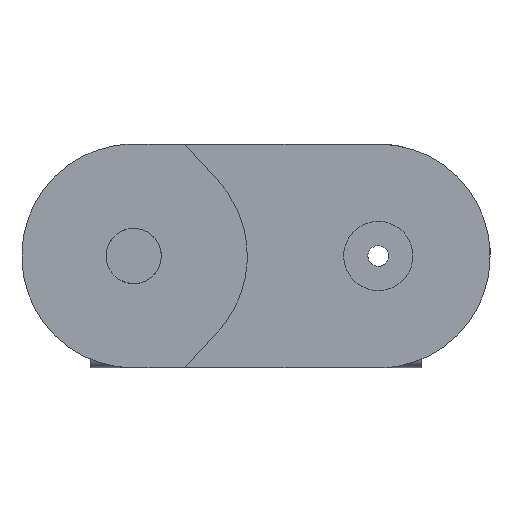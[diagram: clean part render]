
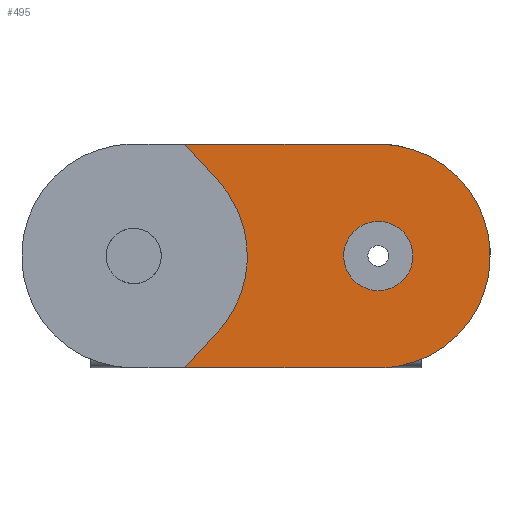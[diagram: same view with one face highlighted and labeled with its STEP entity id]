
A CAD part, front view. The second image highlights one B-rep face of the part: STEP entity #495.
In plain terms, the highlighted planar face has unit normal (0, -1, 0).
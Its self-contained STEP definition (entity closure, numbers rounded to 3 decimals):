
#182=FACE_BOUND('',#1263,.T.);
#495=ADVANCED_FACE('',(#859,#182),#6054,.T.);
#859=FACE_OUTER_BOUND('',#1262,.T.);
#1262=EDGE_LOOP('',(#2881,#2882,#2883,#2884,#2885,#2886));
#1263=EDGE_LOOP('',(#2887,#2888));
#2881=ORIENTED_EDGE('',*,*,#4006,.T.);
#2882=ORIENTED_EDGE('',*,*,#4004,.T.);
#2883=ORIENTED_EDGE('',*,*,#3995,.F.);
#2884=ORIENTED_EDGE('',*,*,#3999,.F.);
#2885=ORIENTED_EDGE('',*,*,#4000,.F.);
#2886=ORIENTED_EDGE('',*,*,#4008,.T.);
#2887=ORIENTED_EDGE('',*,*,#4055,.F.);
#2888=ORIENTED_EDGE('',*,*,#4048,.F.);
#3995=EDGE_CURVE('',#5619,#5620,#4511,.T.);
#3999=EDGE_CURVE('',#5622,#5619,#4513,.T.);
#4000=EDGE_CURVE('',#5623,#5622,#4514,.T.);
#4004=EDGE_CURVE('',#5625,#5620,#4516,.T.);
#4006=EDGE_CURVE('',#5624,#5625,#4517,.T.);
#4008=EDGE_CURVE('',#5623,#5624,#4519,.T.);
#4048=EDGE_CURVE('',#5648,#5651,#4532,.T.);
#4055=EDGE_CURVE('',#5651,#5648,#4537,.T.);
#4511=(
BOUNDED_CURVE()
B_SPLINE_CURVE(2,(#10186,#10187,#10188),.UNSPECIFIED.,.F.,.F.)
B_SPLINE_CURVE_WITH_KNOTS((3,3),(60.958,66.578),
 .UNSPECIFIED.)
CURVE()
GEOMETRIC_REPRESENTATION_ITEM()
RATIONAL_B_SPLINE_CURVE((1.,1.,1.))
REPRESENTATION_ITEM('')
);
#4513=(
BOUNDED_CURVE()
B_SPLINE_CURVE(2,(#10198,#10199,#10200,#10201,#10202),.UNSPECIFIED.,.F.,
 .F.)
B_SPLINE_CURVE_WITH_KNOTS((3,2,3),(50.748,55.853,60.958),
 .UNSPECIFIED.)
CURVE()
GEOMETRIC_REPRESENTATION_ITEM()
RATIONAL_B_SPLINE_CURVE((1.,0.707,1.,0.707,1.))
REPRESENTATION_ITEM('')
);
#4514=(
BOUNDED_CURVE()
B_SPLINE_CURVE(2,(#10203,#10204,#10205),.UNSPECIFIED.,.F.,.F.)
B_SPLINE_CURVE_WITH_KNOTS((3,3),(45.128,50.748),
 .UNSPECIFIED.)
CURVE()
GEOMETRIC_REPRESENTATION_ITEM()
RATIONAL_B_SPLINE_CURVE((1.,1.,1.))
REPRESENTATION_ITEM('')
);
#4516=(
BOUNDED_CURVE()
B_SPLINE_CURVE(2,(#10213,#10214,#10215),.UNSPECIFIED.,.F.,.F.)
B_SPLINE_CURVE_WITH_KNOTS((3,3),(4.957,6.319),
 .UNSPECIFIED.)
CURVE()
GEOMETRIC_REPRESENTATION_ITEM()
RATIONAL_B_SPLINE_CURVE((1.,1.,1.))
REPRESENTATION_ITEM('')
);
#4517=(
BOUNDED_CURVE()
B_SPLINE_CURVE(2,(#10218,#10219,#10220),.UNSPECIFIED.,.F.,.F.)
B_SPLINE_CURVE_WITH_KNOTS((3,3),(0.,4.957),.UNSPECIFIED.)
CURVE()
GEOMETRIC_REPRESENTATION_ITEM()
RATIONAL_B_SPLINE_CURVE((1.,0.723,1.))
REPRESENTATION_ITEM('')
);
#4519=(
BOUNDED_CURVE()
B_SPLINE_CURVE(2,(#10224,#10225,#10226),.UNSPECIFIED.,.F.,.F.)
B_SPLINE_CURVE_WITH_KNOTS((3,3),(-1.362,0.),.UNSPECIFIED.)
CURVE()
GEOMETRIC_REPRESENTATION_ITEM()
RATIONAL_B_SPLINE_CURVE((1.,1.,1.))
REPRESENTATION_ITEM('')
);
#4532=(
BOUNDED_CURVE()
B_SPLINE_CURVE(2,(#10324,#10325,#10326,#10327,#10328),.UNSPECIFIED.,.F.,
 .F.)
B_SPLINE_CURVE_WITH_KNOTS((3,2,3),(0.,1.579,3.157),
 .UNSPECIFIED.)
CURVE()
GEOMETRIC_REPRESENTATION_ITEM()
RATIONAL_B_SPLINE_CURVE((1.,0.707,1.,0.707,1.))
REPRESENTATION_ITEM('')
);
#4537=(
BOUNDED_CURVE()
B_SPLINE_CURVE(2,(#10350,#10351,#10352,#10353,#10354),.UNSPECIFIED.,.F.,
 .F.)
B_SPLINE_CURVE_WITH_KNOTS((3,2,3),(3.157,4.736,6.315),
 .UNSPECIFIED.)
CURVE()
GEOMETRIC_REPRESENTATION_ITEM()
RATIONAL_B_SPLINE_CURVE((1.,0.707,1.,0.707,1.))
REPRESENTATION_ITEM('')
);
#5619=VERTEX_POINT('',#10038);
#5620=VERTEX_POINT('',#10039);
#5622=VERTEX_POINT('',#10041);
#5623=VERTEX_POINT('',#10042);
#5624=VERTEX_POINT('',#10043);
#5625=VERTEX_POINT('',#10044);
#5648=VERTEX_POINT('',#10067);
#5651=VERTEX_POINT('',#10070);
#6054=PLANE('',#6358);
#6358=AXIS2_PLACEMENT_3D('',#9925,#6611,$);
#6611=DIRECTION('',(0.,-1.,0.));
#9925=CARTESIAN_POINT('',(-89.1,-111.353,-40.625));
#10038=CARTESIAN_POINT('',(31.4,-111.353,-32.5));
#10039=CARTESIAN_POINT('',(-24.799,-111.353,-32.5));
#10041=CARTESIAN_POINT('',(31.4,-111.353,32.5));
#10042=CARTESIAN_POINT('',(-24.799,-111.353,32.5));
#10043=CARTESIAN_POINT('',(-15.6,-111.353,22.45));
#10044=CARTESIAN_POINT('',(-15.6,-111.353,-22.45));
#10067=CARTESIAN_POINT('',(41.45,-111.353,-0.055));
#10070=CARTESIAN_POINT('',(21.35,-111.353,0.055));
#10186=CARTESIAN_POINT('',(31.4,-111.353,-32.5));
#10187=CARTESIAN_POINT('',(3.3,-111.353,-32.5));
#10188=CARTESIAN_POINT('',(-24.799,-111.353,-32.5));
#10198=CARTESIAN_POINT('',(31.4,-111.353,32.5));
#10199=CARTESIAN_POINT('',(63.9,-111.353,32.5));
#10200=CARTESIAN_POINT('',(63.9,-111.353,0.));
#10201=CARTESIAN_POINT('',(63.9,-111.353,-32.5));
#10202=CARTESIAN_POINT('',(31.4,-111.353,-32.5));
#10203=CARTESIAN_POINT('',(-24.799,-111.353,32.5));
#10204=CARTESIAN_POINT('',(3.3,-111.353,32.5));
#10205=CARTESIAN_POINT('',(31.4,-111.353,32.5));
#10213=CARTESIAN_POINT('',(-15.6,-111.353,-22.45));
#10214=CARTESIAN_POINT('',(-20.2,-111.353,-27.475));
#10215=CARTESIAN_POINT('',(-24.799,-111.353,-32.5));
#10218=CARTESIAN_POINT('',(-15.6,-111.353,22.45));
#10219=CARTESIAN_POINT('',(5.847,-111.353,0.));
#10220=CARTESIAN_POINT('',(-15.6,-111.353,-22.45));
#10224=CARTESIAN_POINT('',(-24.799,-111.353,32.5));
#10225=CARTESIAN_POINT('',(-20.2,-111.353,27.475));
#10226=CARTESIAN_POINT('',(-15.6,-111.353,22.45));
#10324=CARTESIAN_POINT('',(41.45,-111.353,-0.055));
#10325=CARTESIAN_POINT('',(41.505,-111.353,9.995));
#10326=CARTESIAN_POINT('',(31.455,-111.353,10.05));
#10327=CARTESIAN_POINT('',(21.405,-111.353,10.105));
#10328=CARTESIAN_POINT('',(21.35,-111.353,0.055));
#10350=CARTESIAN_POINT('',(21.35,-111.353,0.055));
#10351=CARTESIAN_POINT('',(21.295,-111.353,-9.994));
#10352=CARTESIAN_POINT('',(31.345,-111.353,-10.05));
#10353=CARTESIAN_POINT('',(41.395,-111.353,-10.105));
#10354=CARTESIAN_POINT('',(41.45,-111.353,-0.055));
